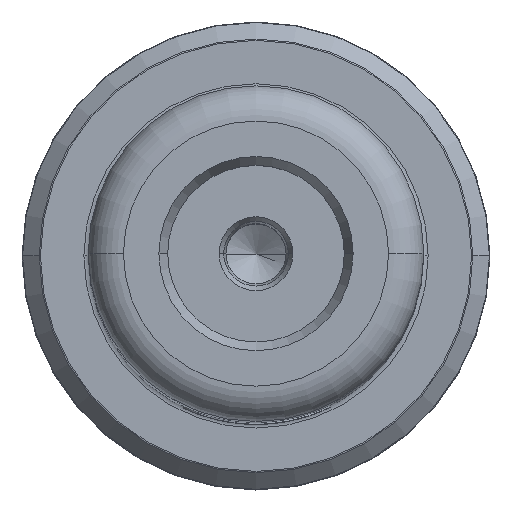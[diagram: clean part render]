
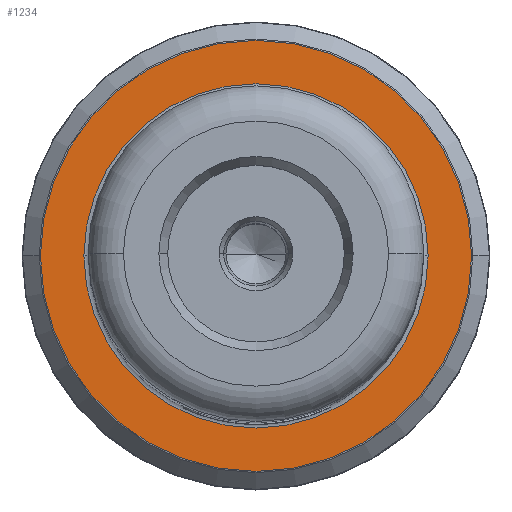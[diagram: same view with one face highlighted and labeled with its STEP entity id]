
A CAD part, top view. The second image highlights one B-rep face of the part: STEP entity #1234.
In plain terms, the highlighted planar face has unit normal (0, 0, 1).
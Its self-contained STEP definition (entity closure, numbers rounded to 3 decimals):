
#48 = FACE_OUTER_BOUND ( 'NONE', #1722, .T. ) ;
#174 = DIRECTION ( 'NONE',  ( 0., 0., 1. ) ) ;
#255 = EDGE_CURVE ( 'NONE', #2019, #2826, #2814, .T. ) ;
#284 = DIRECTION ( 'NONE',  ( 0., 0., 1. ) ) ;
#365 = EDGE_LOOP ( 'NONE', ( #2133, #1788 ) ) ;
#514 = DIRECTION ( 'NONE',  ( 1., 0., 0. ) ) ;
#604 = CARTESIAN_POINT ( 'NONE',  ( 0., 0., 39. ) ) ;
#704 = AXIS2_PLACEMENT_3D ( 'NONE', #2088, #1443, #3722 ) ;
#776 = VERTEX_POINT ( 'NONE', #3456 ) ;
#788 = ORIENTED_EDGE ( 'NONE', *, *, #255, .T. ) ;
#815 = AXIS2_PLACEMENT_3D ( 'NONE', #2163, #284, #2825 ) ;
#828 = AXIS2_PLACEMENT_3D ( 'NONE', #988, #2253, #1941 ) ;
#988 = CARTESIAN_POINT ( 'NONE',  ( 0., 0., 39. ) ) ;
#1090 = DIRECTION ( 'NONE',  ( -1., 0., 0. ) ) ;
#1234 = ADVANCED_FACE ( 'NONE', ( #1903, #48 ), #3823, .T. ) ;
#1356 = CIRCLE ( 'NONE', #704, 19.5 ) ;
#1443 = DIRECTION ( 'NONE',  ( 0., 0., -1. ) ) ;
#1722 = EDGE_LOOP ( 'NONE', ( #788, #2508 ) ) ;
#1782 = CARTESIAN_POINT ( 'NONE',  ( -19.5, 0., 39. ) ) ;
#1788 = ORIENTED_EDGE ( 'NONE', *, *, #2058, .T. ) ;
#1903 = FACE_BOUND ( 'NONE', #365, .T. ) ;
#1941 = DIRECTION ( 'NONE',  ( 1., 0., 0. ) ) ;
#2019 = VERTEX_POINT ( 'NONE', #2400 ) ;
#2030 = DIRECTION ( 'NONE',  ( 0., 0., -1. ) ) ;
#2058 = EDGE_CURVE ( 'NONE', #776, #2132, #1356, .T. ) ;
#2088 = CARTESIAN_POINT ( 'NONE',  ( 0., 0., 39. ) ) ;
#2132 = VERTEX_POINT ( 'NONE', #1782 ) ;
#2133 = ORIENTED_EDGE ( 'NONE', *, *, #2900, .T. ) ;
#2163 = CARTESIAN_POINT ( 'NONE',  ( 0., 0., 39. ) ) ;
#2190 = CARTESIAN_POINT ( 'NONE',  ( -24.417, 0., 39. ) ) ;
#2253 = DIRECTION ( 'NONE',  ( 0., 0., 1. ) ) ;
#2400 = CARTESIAN_POINT ( 'NONE',  ( 24.417, 0., 39. ) ) ;
#2429 = CIRCLE ( 'NONE', #2831, 19.5 ) ;
#2508 = ORIENTED_EDGE ( 'NONE', *, *, #3650, .T. ) ;
#2510 = CIRCLE ( 'NONE', #3885, 24.417 ) ;
#2814 = CIRCLE ( 'NONE', #815, 24.417 ) ;
#2825 = DIRECTION ( 'NONE',  ( 1., 0., 0. ) ) ;
#2826 = VERTEX_POINT ( 'NONE', #2190 ) ;
#2831 = AXIS2_PLACEMENT_3D ( 'NONE', #3194, #2030, #1090 ) ;
#2900 = EDGE_CURVE ( 'NONE', #2132, #776, #2429, .T. ) ;
#3194 = CARTESIAN_POINT ( 'NONE',  ( 0., 0., 39. ) ) ;
#3456 = CARTESIAN_POINT ( 'NONE',  ( 19.5, 0., 39. ) ) ;
#3650 = EDGE_CURVE ( 'NONE', #2826, #2019, #2510, .T. ) ;
#3722 = DIRECTION ( 'NONE',  ( -1., 0., 0. ) ) ;
#3823 = PLANE ( 'NONE',  #828 ) ;
#3885 = AXIS2_PLACEMENT_3D ( 'NONE', #604, #174, #514 ) ;
